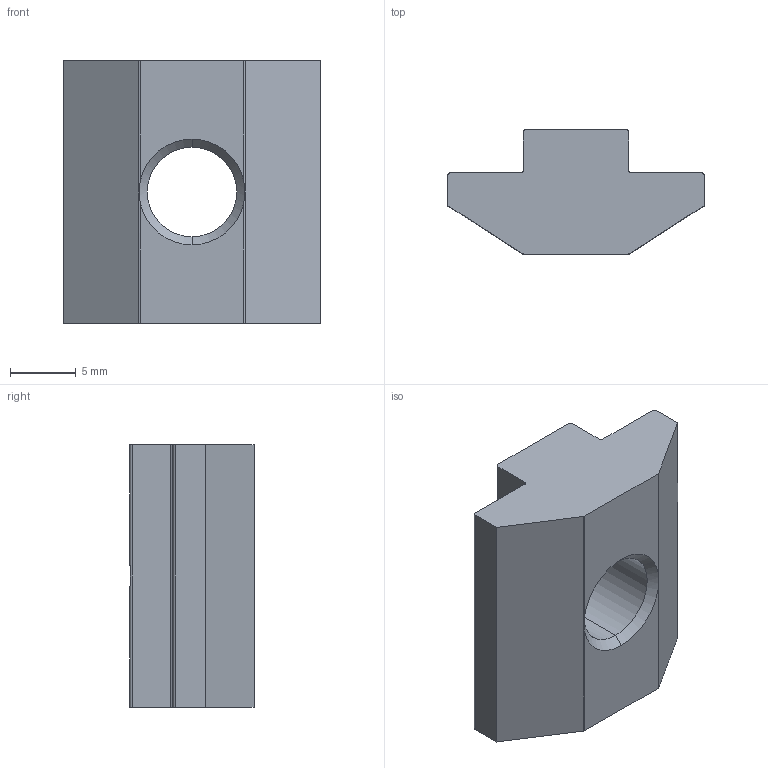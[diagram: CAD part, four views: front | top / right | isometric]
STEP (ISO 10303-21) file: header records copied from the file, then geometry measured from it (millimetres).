
FILE_DESCRIPTION (( 'STEP AP203' ), '1' );
FILE_NAME ('ALF-RNM8-19,5_8.step', '2024-08-12T06:46:31', ( '' ), ( '' ), 'SwSTEP 2.0', 'SolidWorks 2022', '' );
FILE_SCHEMA (( 'CONFIG_CONTROL_DESIGN' ));
Length unit declared in the file: millimetre
Products named in the file (1): ALF-RNM8-19,5_8
Bounding box: 19.5 x 9.5 x 20 mm (x, y, z)
Volume: 2166.3 mm3; surface area: 1412.6 mm2
Topology: 1 solids, 1 shells, 28 faces, 80 edges, 52 vertices
Faces by surface type: plane 14, cylinder 10, cone 4
Entity records: 1037 total; most frequent: CARTESIAN_POINT 205, DIRECTION 162, ORIENTED_EDGE 160, EDGE_CURVE 80, AXIS2_PLACEMENT_3D 57, VERTEX_POINT 52, VECTOR 48, LINE 48
